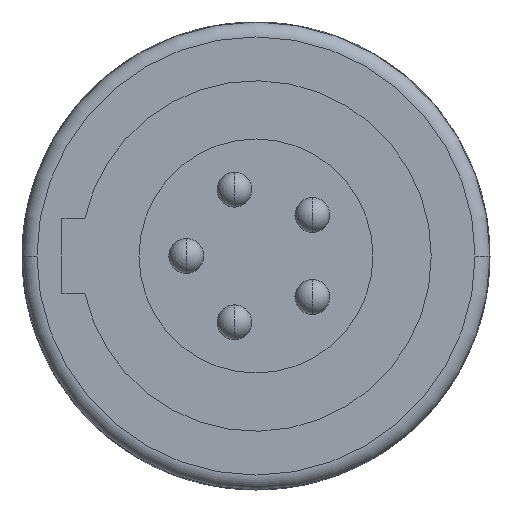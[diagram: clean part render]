
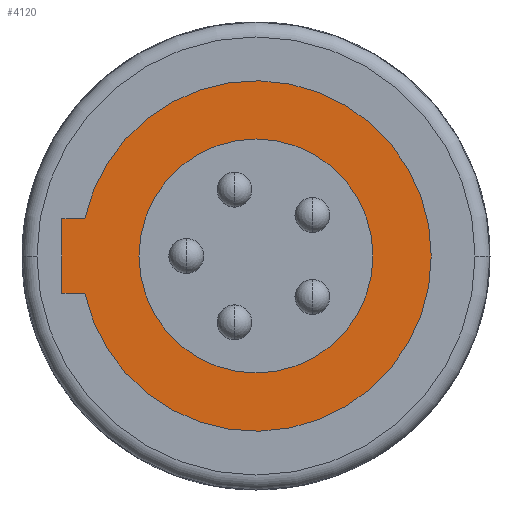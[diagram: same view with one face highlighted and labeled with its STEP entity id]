
A CAD part, left-side view. The second image highlights one B-rep face of the part: STEP entity #4120.
In plain terms, the highlighted planar face has unit normal (-1, 0, 0).
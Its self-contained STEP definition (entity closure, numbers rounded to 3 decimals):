
#1=DIRECTION('',(0.,1.,0.));
#2=VECTOR('',#1,0.461);
#3=CARTESIAN_POINT('',(0.,3.439,-0.75));
#4=LINE('',#3,#2);
#5=DIRECTION('',(0.,0.,1.));
#6=VECTOR('',#5,1.5);
#7=CARTESIAN_POINT('',(0.,3.9,-0.75));
#8=LINE('',#7,#6);
#9=DIRECTION('',(0.,-1.,0.));
#10=VECTOR('',#9,0.461);
#11=CARTESIAN_POINT('',(0.,3.9,0.75));
#12=LINE('',#11,#10);
#13=CARTESIAN_POINT('',(0.,0.,0.));
#14=DIRECTION('',(1.,0.,0.));
#15=DIRECTION('',(0.,0.,-1.));
#16=AXIS2_PLACEMENT_3D('',#13,#14,#15);
#18=CARTESIAN_POINT('',(0.,0.,0.));
#19=DIRECTION('',(1.,0.,0.));
#20=DIRECTION('',(0.,0.,1.));
#21=AXIS2_PLACEMENT_3D('',#18,#19,#20);
#32=CARTESIAN_POINT('',(0.,0.,0.));
#33=DIRECTION('',(-1.,0.,0.));
#34=DIRECTION('',(0.,0.977,-0.213));
#35=AXIS2_PLACEMENT_3D('',#32,#33,#34);
#3693=CARTESIAN_POINT('',(0.,0.,-2.35));
#3694=VERTEX_POINT('',#3693);
#3695=CARTESIAN_POINT('',(0.,0.,2.35));
#3696=VERTEX_POINT('',#3695);
#3903=CARTESIAN_POINT('',(0.,3.9,-0.75));
#3904=CARTESIAN_POINT('',(0.,3.9,0.75));
#3905=VERTEX_POINT('',#3903);
#3906=VERTEX_POINT('',#3904);
#3907=CARTESIAN_POINT('',(0.,3.439,-0.75));
#3908=VERTEX_POINT('',#3907);
#3909=CARTESIAN_POINT('',(0.,3.439,0.75));
#3910=VERTEX_POINT('',#3909);
#4099=CARTESIAN_POINT('',(0.,0.,0.));
#4100=DIRECTION('',(1.,0.,0.));
#4101=DIRECTION('',(0.,0.,-1.));
#4102=AXIS2_PLACEMENT_3D('',#4099,#4100,#4101);
#4103=PLANE('',#4102);
#4105=ORIENTED_EDGE('',*,*,#4104,.F.);
#4107=ORIENTED_EDGE('',*,*,#4106,.T.);
#4109=ORIENTED_EDGE('',*,*,#4108,.T.);
#4111=ORIENTED_EDGE('',*,*,#4110,.T.);
#4112=EDGE_LOOP('',(#4105,#4107,#4109,#4111));
#4113=FACE_OUTER_BOUND('',#4112,.F.);
#4115=ORIENTED_EDGE('',*,*,#4114,.F.);
#4117=ORIENTED_EDGE('',*,*,#4116,.F.);
#4118=EDGE_LOOP('',(#4115,#4117));
#4119=FACE_BOUND('',#4118,.F.);
#4120=ADVANCED_FACE('',(#4113,#4119),#4103,.F.);
#17=CIRCLE('',#16,2.35);
#22=CIRCLE('',#21,2.35);
#36=CIRCLE('',#35,3.52);
#4104=EDGE_CURVE('',#3908,#3910,#36,.T.);
#4106=EDGE_CURVE('',#3908,#3905,#4,.T.);
#4108=EDGE_CURVE('',#3905,#3906,#8,.T.);
#4110=EDGE_CURVE('',#3906,#3910,#12,.T.);
#4114=EDGE_CURVE('',#3694,#3696,#17,.T.);
#4116=EDGE_CURVE('',#3696,#3694,#22,.T.);
